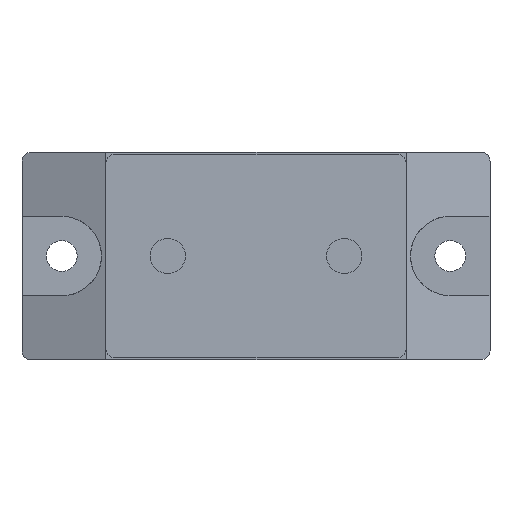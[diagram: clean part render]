
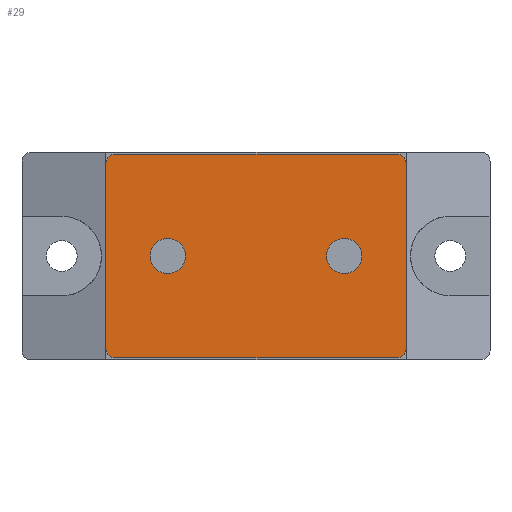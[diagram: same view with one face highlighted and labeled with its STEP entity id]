
A CAD part, left-side view. The second image highlights one B-rep face of the part: STEP entity #29.
In plain terms, the highlighted planar face has unit normal (-1, 0, 0).
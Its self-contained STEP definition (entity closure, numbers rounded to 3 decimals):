
#28 = EDGE_LOOP ( 'NONE', ( #150, #149 ) ) ;
#29 = ADVANCED_FACE ( 'NONE', ( #527, #526, #525 ), #524, .T. ) ;
#31 = VERTEX_POINT ( 'NONE', #519 ) ;
#107 = VERTEX_POINT ( 'NONE', #653 ) ;
#138 = EDGE_LOOP ( 'NONE', ( #142, #141, #160, #156, #195, #226, #222, #221 ) ) ;
#141 = ORIENTED_EDGE ( 'NONE', *, *, #155, .F. ) ;
#142 = ORIENTED_EDGE ( 'NONE', *, *, #161, .F. ) ;
#146 = EDGE_CURVE ( 'NONE', #343, #228, #719, .T. ) ;
#149 = ORIENTED_EDGE ( 'NONE', *, *, #342, .T. ) ;
#150 = ORIENTED_EDGE ( 'NONE', *, *, #146, .T. ) ;
#155 = EDGE_CURVE ( 'NONE', #31, #157, #752, .T. ) ;
#156 = ORIENTED_EDGE ( 'NONE', *, *, #200, .F. ) ;
#157 = VERTEX_POINT ( 'NONE', #748 ) ;
#160 = ORIENTED_EDGE ( 'NONE', *, *, #165, .F. ) ;
#161 = EDGE_CURVE ( 'NONE', #157, #107, #746, .T. ) ;
#163 = VERTEX_POINT ( 'NONE', #741 ) ;
#165 = EDGE_CURVE ( 'NONE', #163, #31, #740, .T. ) ;
#195 = ORIENTED_EDGE ( 'NONE', *, *, #216, .F. ) ;
#196 = VERTEX_POINT ( 'NONE', #829 ) ;
#200 = EDGE_CURVE ( 'NONE', #196, #163, #828, .T. ) ;
#216 = EDGE_CURVE ( 'NONE', #227, #196, #856, .T. ) ;
#217 = VERTEX_POINT ( 'NONE', #851 ) ;
#218 = VERTEX_POINT ( 'NONE', #850 ) ;
#221 = ORIENTED_EDGE ( 'NONE', *, *, #224, .F. ) ;
#222 = ORIENTED_EDGE ( 'NONE', *, *, #241, .F. ) ;
#223 = VERTEX_POINT ( 'NONE', #845 ) ;
#224 = EDGE_CURVE ( 'NONE', #107, #229, #844, .T. ) ;
#226 = ORIENTED_EDGE ( 'NONE', *, *, #234, .F. ) ;
#227 = VERTEX_POINT ( 'NONE', #840 ) ;
#228 = VERTEX_POINT ( 'NONE', #839 ) ;
#229 = VERTEX_POINT ( 'NONE', #838 ) ;
#230 = EDGE_CURVE ( 'NONE', #223, #217, #900, .T. ) ;
#234 = EDGE_CURVE ( 'NONE', #218, #227, #885, .T. ) ;
#235 = EDGE_LOOP ( 'NONE', ( #244, #243 ) ) ;
#239 = EDGE_CURVE ( 'NONE', #217, #223, #880, .T. ) ;
#241 = EDGE_CURVE ( 'NONE', #229, #218, #875, .T. ) ;
#243 = ORIENTED_EDGE ( 'NONE', *, *, #230, .T. ) ;
#244 = ORIENTED_EDGE ( 'NONE', *, *, #239, .T. ) ;
#342 = EDGE_CURVE ( 'NONE', #228, #343, #1032, .T. ) ;
#343 = VERTEX_POINT ( 'NONE', #1027 ) ;
#519 = CARTESIAN_POINT ( 'NONE',  ( 0., 17., -10.5 ) ) ;
#520 = DIRECTION ( 'NONE',  ( 0., 0., 1. ) ) ;
#521 = DIRECTION ( 'NONE',  ( -1., 0., 0. ) ) ;
#522 = CARTESIAN_POINT ( 'NONE',  ( 0., 16., 10.5 ) ) ;
#523 = AXIS2_PLACEMENT_3D ( 'NONE', #522, #521, #520 ) ;
#524 = PLANE ( 'NONE',  #523 ) ;
#525 = FACE_BOUND ( 'NONE', #235, .T. ) ;
#526 = FACE_OUTER_BOUND ( 'NONE', #138, .T. ) ;
#527 = FACE_BOUND ( 'NONE', #28, .T. ) ;
#653 = CARTESIAN_POINT ( 'NONE',  ( 0., 16., 11.5 ) ) ;
#715 = DIRECTION ( 'NONE',  ( 0., 0., -1. ) ) ;
#716 = DIRECTION ( 'NONE',  ( 1., 0., 0. ) ) ;
#717 = CARTESIAN_POINT ( 'NONE',  ( 0., 10., 0. ) ) ;
#718 = AXIS2_PLACEMENT_3D ( 'NONE', #717, #716, #715 ) ;
#719 = CIRCLE ( 'NONE', #718, 2. ) ;
#736 = DIRECTION ( 'NONE',  ( 0., 0., -1. ) ) ;
#737 = DIRECTION ( 'NONE',  ( 1., 0., 0. ) ) ;
#738 = CARTESIAN_POINT ( 'NONE',  ( 0., 16., -10.5 ) ) ;
#739 = AXIS2_PLACEMENT_3D ( 'NONE', #738, #737, #736 ) ;
#740 = CIRCLE ( 'NONE', #739, 1. ) ;
#741 = CARTESIAN_POINT ( 'NONE',  ( 0., 16., -11.5 ) ) ;
#742 = DIRECTION ( 'NONE',  ( 0., 0., 1. ) ) ;
#743 = DIRECTION ( 'NONE',  ( 1., 0., 0. ) ) ;
#744 = CARTESIAN_POINT ( 'NONE',  ( 0., 16., 10.5 ) ) ;
#745 = AXIS2_PLACEMENT_3D ( 'NONE', #744, #743, #742 ) ;
#746 = CIRCLE ( 'NONE', #745, 1. ) ;
#748 = CARTESIAN_POINT ( 'NONE',  ( 0., 17., 10.5 ) ) ;
#749 = DIRECTION ( 'NONE',  ( 0., 0., 1. ) ) ;
#750 = VECTOR ( 'NONE', #749, 1000. ) ;
#751 = CARTESIAN_POINT ( 'NONE',  ( 0., 17., 10.5 ) ) ;
#752 = LINE ( 'NONE', #751, #750 ) ;
#825 = DIRECTION ( 'NONE',  ( 0., 1., 0. ) ) ;
#826 = VECTOR ( 'NONE', #825, 1000. ) ;
#827 = CARTESIAN_POINT ( 'NONE',  ( 0., 16., -11.5 ) ) ;
#828 = LINE ( 'NONE', #827, #826 ) ;
#829 = CARTESIAN_POINT ( 'NONE',  ( 0., -16., -11.5 ) ) ;
#838 = CARTESIAN_POINT ( 'NONE',  ( 0., -16., 11.5 ) ) ;
#839 = CARTESIAN_POINT ( 'NONE',  ( 0., 10., 2. ) ) ;
#840 = CARTESIAN_POINT ( 'NONE',  ( 0., -17., -10.5 ) ) ;
#841 = DIRECTION ( 'NONE',  ( 0., -1., 0. ) ) ;
#842 = VECTOR ( 'NONE', #841, 1000. ) ;
#843 = CARTESIAN_POINT ( 'NONE',  ( 0., 16., 11.5 ) ) ;
#844 = LINE ( 'NONE', #843, #842 ) ;
#845 = CARTESIAN_POINT ( 'NONE',  ( 0., -10., 2. ) ) ;
#850 = CARTESIAN_POINT ( 'NONE',  ( 0., -17., 10.5 ) ) ;
#851 = CARTESIAN_POINT ( 'NONE',  ( 0., -10., -2. ) ) ;
#852 = DIRECTION ( 'NONE',  ( 0., 0., -1. ) ) ;
#853 = DIRECTION ( 'NONE',  ( 1., 0., 0. ) ) ;
#854 = CARTESIAN_POINT ( 'NONE',  ( 0., -16., -10.5 ) ) ;
#855 = AXIS2_PLACEMENT_3D ( 'NONE', #854, #853, #852 ) ;
#856 = CIRCLE ( 'NONE', #855, 1. ) ;
#871 = DIRECTION ( 'NONE',  ( 0., 0., 1. ) ) ;
#872 = DIRECTION ( 'NONE',  ( 1., 0., 0. ) ) ;
#873 = CARTESIAN_POINT ( 'NONE',  ( 0., -16., 10.5 ) ) ;
#874 = AXIS2_PLACEMENT_3D ( 'NONE', #873, #872, #871 ) ;
#875 = CIRCLE ( 'NONE', #874, 1. ) ;
#876 = DIRECTION ( 'NONE',  ( 0., 0., -1. ) ) ;
#877 = DIRECTION ( 'NONE',  ( 1., 0., 0. ) ) ;
#878 = CARTESIAN_POINT ( 'NONE',  ( 0., -10., 0. ) ) ;
#879 = AXIS2_PLACEMENT_3D ( 'NONE', #878, #877, #876 ) ;
#880 = CIRCLE ( 'NONE', #879, 2. ) ;
#882 = DIRECTION ( 'NONE',  ( 0., 0., -1. ) ) ;
#883 = VECTOR ( 'NONE', #882, 1000. ) ;
#884 = CARTESIAN_POINT ( 'NONE',  ( 0., -17., 10.5 ) ) ;
#885 = LINE ( 'NONE', #884, #883 ) ;
#896 = DIRECTION ( 'NONE',  ( 0., 0., -1. ) ) ;
#897 = DIRECTION ( 'NONE',  ( 1., 0., 0. ) ) ;
#898 = CARTESIAN_POINT ( 'NONE',  ( 0., -10., 0. ) ) ;
#899 = AXIS2_PLACEMENT_3D ( 'NONE', #898, #897, #896 ) ;
#900 = CIRCLE ( 'NONE', #899, 2. ) ;
#1027 = CARTESIAN_POINT ( 'NONE',  ( 0., 10., -2. ) ) ;
#1028 = DIRECTION ( 'NONE',  ( 0., 0., -1. ) ) ;
#1029 = DIRECTION ( 'NONE',  ( 1., 0., 0. ) ) ;
#1030 = CARTESIAN_POINT ( 'NONE',  ( 0., 10., 0. ) ) ;
#1031 = AXIS2_PLACEMENT_3D ( 'NONE', #1030, #1029, #1028 ) ;
#1032 = CIRCLE ( 'NONE', #1031, 2. ) ;
